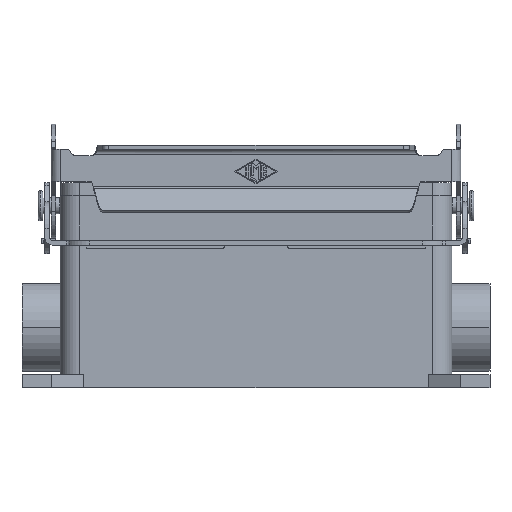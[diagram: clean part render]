
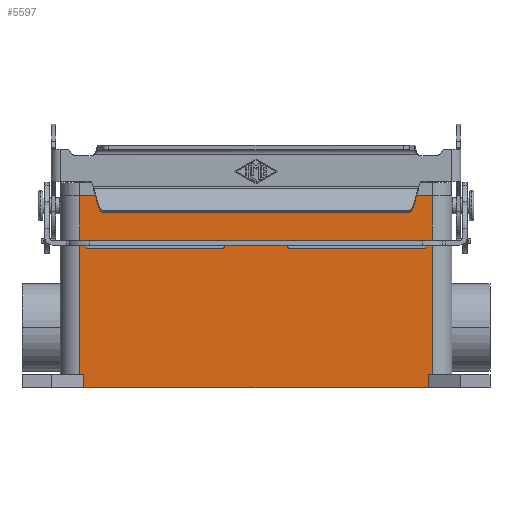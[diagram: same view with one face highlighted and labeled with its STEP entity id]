
A CAD part, front view. The second image highlights one B-rep face of the part: STEP entity #5597.
In plain terms, the highlighted planar face has unit normal (0, -1, 0).
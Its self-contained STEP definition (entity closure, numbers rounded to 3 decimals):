
#4947=CARTESIAN_POINT('',(-54.25,-22.25,-52.0));
#4948=VERTEX_POINT('',#4947);
#4956=CARTESIAN_POINT('',(-54.25,-22.25,3.));
#4957=VERTEX_POINT('',#4956);
#4958=CARTESIAN_POINT('',(-54.25,-22.25,-52.0));
#4959=DIRECTION('',(0.0,0.0,1.0));
#4960=VECTOR('',#4959,55.);
#4961=LINE('',#4958,#4960);
#4962=EDGE_CURVE('',#4948,#4957,#4961,.T.);
#5061=CARTESIAN_POINT('',(54.25,-22.25,-52.0));
#5062=VERTEX_POINT('',#5061);
#5071=CARTESIAN_POINT('',(54.25,-22.25,3.));
#5072=VERTEX_POINT('',#5071);
#5080=CARTESIAN_POINT('',(54.25,-22.25,-52.0));
#5081=DIRECTION('',(0.0,0.0,1.0));
#5082=VECTOR('',#5081,55.);
#5083=LINE('',#5080,#5082);
#5084=EDGE_CURVE('',#5062,#5072,#5083,.T.);
#5103=CARTESIAN_POINT('',(54.25,-22.25,3.));
#5104=DIRECTION('',(-1.0,0.0,0.0));
#5105=VECTOR('',#5104,108.5);
#5106=LINE('',#5103,#5105);
#5107=EDGE_CURVE('',#5072,#4957,#5106,.T.);
#5170=CARTESIAN_POINT('',(-53.0,-22.25,-52.0));
#5171=VERTEX_POINT('',#5170);
#5178=CARTESIAN_POINT('',(-53.0,-22.25,-52.0));
#5179=DIRECTION('',(-1.0,0.0,0.0));
#5180=VECTOR('',#5179,1.25);
#5181=LINE('',#5178,#5180);
#5182=EDGE_CURVE('',#5171,#4948,#5181,.T.);
#5226=CARTESIAN_POINT('',(53.0,-22.25,-52.0));
#5227=VERTEX_POINT('',#5226);
#5228=CARTESIAN_POINT('',(54.25,-22.25,-52.0));
#5229=DIRECTION('',(-1.0,0.0,0.0));
#5230=VECTOR('',#5229,1.25);
#5231=LINE('',#5228,#5230);
#5232=EDGE_CURVE('',#5062,#5227,#5231,.T.);
#5552=CARTESIAN_POINT('',(53.0,-22.25,-56.));
#5553=VERTEX_POINT('',#5552);
#5554=CARTESIAN_POINT('',(53.0,-22.25,-56.));
#5555=DIRECTION('',(0.0,0.0,1.0));
#5556=VECTOR('',#5555,4.);
#5557=LINE('',#5554,#5556);
#5558=EDGE_CURVE('',#5553,#5227,#5557,.T.);
#5570=CARTESIAN_POINT('',(53.0,-22.25,-56.));
#5571=DIRECTION('',(0.0,-1.0,0.0));
#5572=DIRECTION('',(0.0,0.0,-1.0));
#5573=AXIS2_PLACEMENT_3D('',#5570,#5571,#5572);
#5574=PLANE('',#5573);
#5575=CARTESIAN_POINT('',(-53.0,-22.25,-56.));
#5576=VERTEX_POINT('',#5575);
#5577=CARTESIAN_POINT('',(-53.0,-22.25,-56.));
#5578=DIRECTION('',(0.0,0.0,1.0));
#5579=VECTOR('',#5578,4.);
#5580=LINE('',#5577,#5579);
#5581=EDGE_CURVE('',#5576,#5171,#5580,.T.);
#5582=ORIENTED_EDGE('',*,*,#5581,.F.);
#5583=CARTESIAN_POINT('',(53.0,-22.25,-56.));
#5584=DIRECTION('',(-1.0,0.0,0.0));
#5585=VECTOR('',#5584,106.0);
#5586=LINE('',#5583,#5585);
#5587=EDGE_CURVE('',#5553,#5576,#5586,.T.);
#5588=ORIENTED_EDGE('',*,*,#5587,.F.);
#5589=ORIENTED_EDGE('',*,*,#5558,.T.);
#5590=ORIENTED_EDGE('',*,*,#5232,.F.);
#5591=ORIENTED_EDGE('',*,*,#5084,.T.);
#5592=ORIENTED_EDGE('',*,*,#5107,.T.);
#5593=ORIENTED_EDGE('',*,*,#4962,.F.);
#5594=ORIENTED_EDGE('',*,*,#5182,.F.);
#5595=EDGE_LOOP('',(#5582,#5588,#5589,#5590,#5591,#5592,#5593,#5594));
#5596=FACE_OUTER_BOUND('',#5595,.T.);
#5597=ADVANCED_FACE('',(#5596),#5574,.T.);
